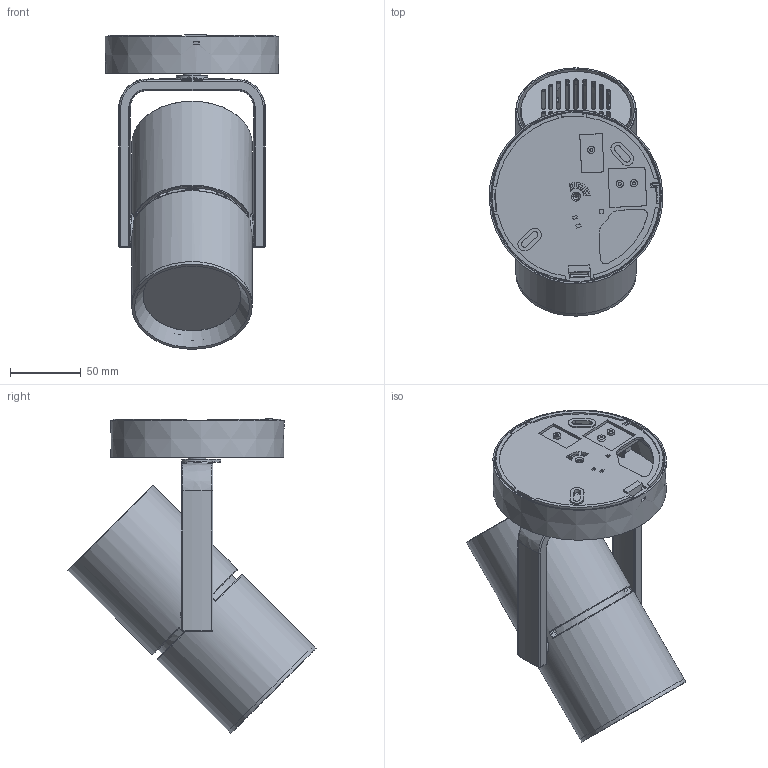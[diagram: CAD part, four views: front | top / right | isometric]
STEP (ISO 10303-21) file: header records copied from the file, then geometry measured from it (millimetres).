
FILE_DESCRIPTION(/* description */ ('This is a sample STEP configuration'),/* implementation_level */ '2;1');
FILE_NAME(/* name */ '637-00502xxxxxxxxx SIMPLE.ipt_Rev_00.1.stp',/* time_stamp */ '2023-04-29T10:17:23+02:00',/* author */ ('powerJobs'),/* organization */ ('coolOrange'),/* preprocessor_version */ 'ST-DEVELOPER v19.2',/* originating_system */ 'Autodesk Inventor 2023',/* authorisation */ '');
FILE_SCHEMA (('AUTOMOTIVE_DESIGN { 1 0 10303 214 3 1 1 }'));
Length unit declared in the file: millimetre
Products named in the file (1): ENG000023183
Bounding box: 122.32 x 174.87 x 221.74 mm (x, y, z)
Volume: 290578.3 mm3; surface area: 282719 mm2
Topology: 4 solids, 4 shells, 7115 faces, 16815 edges, 9729 vertices
Faces by surface type: bspline 3692, plane 1545, cylinder 1122, sphere 318, torus 272, cone 166
Full cylindrical faces by diameter (mm): 2.5 x1, 2.6 x2, 2.9 x1, 3.2 x6, 3.5 x2, 4 x1, 4.4 x1, 9 x2, 12.9 x1, 22 x1, 69 x1, 74 x1, 78 x1, 80.8 x1, 81.93 x1, 85 x1
Entity records: 309382 total; most frequent: CARTESIAN_POINT 163806, ORIENTED_EDGE 33552, DIRECTION 24819, EDGE_CURVE 16776, AXIS2_PLACEMENT_3D 9757, VERTEX_POINT 9729, EDGE_LOOP 7357, FACE_OUTER_BOUND 7115
